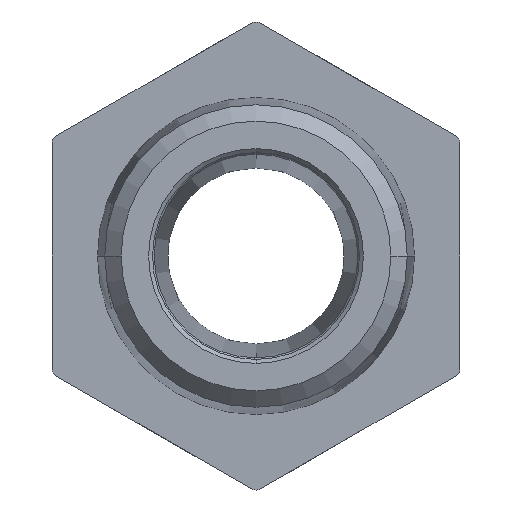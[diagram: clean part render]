
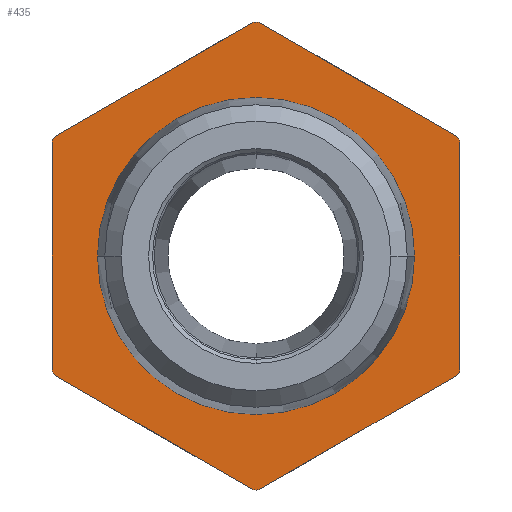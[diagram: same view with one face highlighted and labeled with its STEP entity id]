
A CAD part, front view. The second image highlights one B-rep face of the part: STEP entity #435.
In plain terms, the highlighted planar face has unit normal (0, -1, 0).
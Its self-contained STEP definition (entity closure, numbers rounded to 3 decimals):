
#435=ADVANCED_FACE('',(#943,#944),#945,.F.);
#943=FACE_OUTER_BOUND('',#2112,.T.);
#944=FACE_BOUND('',#2113,.T.);
#945=PLANE('',#2114);
#2112=EDGE_LOOP('',(#3630,#3631,#3632,#3633,#3634,#3635,#3636,#3637,#3638,#3639,#3640,#3641));
#2113=EDGE_LOOP('',(#3642,#3643));
#2114=AXIS2_PLACEMENT_3D('',#3644,#3645,#3646);
#3630=ORIENTED_EDGE('',*,*,#4200,.T.);
#3631=ORIENTED_EDGE('',*,*,#4394,.F.);
#3632=ORIENTED_EDGE('',*,*,#4422,.T.);
#3633=ORIENTED_EDGE('',*,*,#4614,.F.);
#3634=ORIENTED_EDGE('',*,*,#4713,.T.);
#3635=ORIENTED_EDGE('',*,*,#4714,.F.);
#3636=ORIENTED_EDGE('',*,*,#4715,.T.);
#3637=ORIENTED_EDGE('',*,*,#4286,.F.);
#3638=ORIENTED_EDGE('',*,*,#4716,.T.);
#3639=ORIENTED_EDGE('',*,*,#4462,.F.);
#3640=ORIENTED_EDGE('',*,*,#4605,.T.);
#3641=ORIENTED_EDGE('',*,*,#4273,.F.);
#3642=ORIENTED_EDGE('',*,*,#4707,.F.);
#3643=ORIENTED_EDGE('',*,*,#4484,.F.);
#3644=CARTESIAN_POINT('',(0.0,0.0,0.0));
#3645=DIRECTION('',(0.0,1.0,0.0));
#3646=DIRECTION('',(1.0,0.0,-0.0));
#4200=EDGE_CURVE('',#4901,#4899,#4902,.T.);
#4273=EDGE_CURVE('',#4901,#5027,#5028,.T.);
#4286=EDGE_CURVE('',#5048,#5050,#5051,.T.);
#4394=EDGE_CURVE('',#5235,#4899,#5237,.T.);
#4422=EDGE_CURVE('',#5235,#5277,#5279,.T.);
#4462=EDGE_CURVE('',#5337,#5339,#5340,.T.);
#4484=EDGE_CURVE('',#5370,#5372,#5373,.T.);
#4605=EDGE_CURVE('',#5337,#5027,#5552,.T.);
#4614=EDGE_CURVE('',#5563,#5277,#5565,.T.);
#4707=EDGE_CURVE('',#5372,#5370,#5685,.T.);
#4713=EDGE_CURVE('',#5563,#5693,#5694,.T.);
#4714=EDGE_CURVE('',#5695,#5693,#5696,.T.);
#4715=EDGE_CURVE('',#5695,#5050,#5697,.T.);
#4716=EDGE_CURVE('',#5048,#5339,#5698,.T.);
#4899=VERTEX_POINT('',#5917);
#4901=VERTEX_POINT('',#5920);
#4902=CIRCLE('',#5921,0.5);
#5027=VERTEX_POINT('',#6210);
#5028=LINE('',#6211,#6212);
#5048=VERTEX_POINT('',#6249);
#5050=VERTEX_POINT('',#6252);
#5051=LINE('',#6253,#6254);
#5235=VERTEX_POINT('',#6627);
#5237=LINE('',#6630,#6631);
#5277=VERTEX_POINT('',#6694);
#5279=CIRCLE('',#6697,0.5);
#5337=VERTEX_POINT('',#6822);
#5339=VERTEX_POINT('',#6825);
#5340=LINE('',#6826,#6827);
#5370=VERTEX_POINT('',#6872);
#5372=VERTEX_POINT('',#6875);
#5373=CIRCLE('',#6876,8.553);
#5552=CIRCLE('',#7224,0.5);
#5563=VERTEX_POINT('',#7285);
#5565=LINE('',#7288,#7289);
#5685=CIRCLE('',#7521,8.553);
#5693=VERTEX_POINT('',#7532);
#5694=CIRCLE('',#7533,0.5);
#5695=VERTEX_POINT('',#7534);
#5696=LINE('',#7535,#7536);
#5697=CIRCLE('',#7537,0.5);
#5698=CIRCLE('',#7538,0.5);
#5917=CARTESIAN_POINT('',(11.0,0.0,-6.062));
#5920=CARTESIAN_POINT('',(10.75,0.0,-6.495));
#5921=AXIS2_PLACEMENT_3D('',#7841,#7842,#7843);
#6210=CARTESIAN_POINT('',(0.25,0.0,-12.557));
#6211=CARTESIAN_POINT('',(10.75,0.0,-6.495));
#6212=VECTOR('',#7954,12.124);
#6249=CARTESIAN_POINT('',(-11.0,0.0,-6.062));
#6252=CARTESIAN_POINT('',(-11.0,0.0,6.062));
#6253=CARTESIAN_POINT('',(-11.0,0.0,-6.062));
#6254=VECTOR('',#7961,12.124);
#6627=CARTESIAN_POINT('',(11.0,0.0,6.062));
#6630=CARTESIAN_POINT('',(11.0,0.0,6.062));
#6631=VECTOR('',#8095,12.124);
#6694=CARTESIAN_POINT('',(10.75,0.0,6.495));
#6697=AXIS2_PLACEMENT_3D('',#8120,#8121,#8122);
#6822=CARTESIAN_POINT('',(-0.25,0.0,-12.557));
#6825=CARTESIAN_POINT('',(-10.75,0.0,-6.495));
#6826=CARTESIAN_POINT('',(-0.25,0.0,-12.557));
#6827=VECTOR('',#8167,12.124);
#6872=CARTESIAN_POINT('',(8.553,0.,0.));
#6875=CARTESIAN_POINT('',(-8.553,0.0,0.0));
#6876=AXIS2_PLACEMENT_3D('',#8187,#8188,#8189);
#7224=AXIS2_PLACEMENT_3D('',#8338,#8339,#8340);
#7285=CARTESIAN_POINT('',(0.25,0.0,12.557));
#7288=CARTESIAN_POINT('',(0.25,0.0,12.557));
#7289=VECTOR('',#8350,12.124);
#7521=AXIS2_PLACEMENT_3D('',#8450,#8451,#8452);
#7532=CARTESIAN_POINT('',(-0.25,0.0,12.557));
#7533=AXIS2_PLACEMENT_3D('',#8456,#8457,#8458);
#7534=CARTESIAN_POINT('',(-10.75,0.0,6.495));
#7535=CARTESIAN_POINT('',(-10.75,0.0,6.495));
#7536=VECTOR('',#8459,12.124);
#7537=AXIS2_PLACEMENT_3D('',#8460,#8461,#8462);
#7538=AXIS2_PLACEMENT_3D('',#8463,#8464,#8465);
#7841=CARTESIAN_POINT('',(10.5,0.0,-6.062));
#7842=DIRECTION('',(0.0,-1.0,0.0));
#7843=DIRECTION('',(0.5,0.0,-0.866));
#7954=DIRECTION('',(-0.866,0.0,-0.5));
#7961=DIRECTION('',(0.0,0.0,1.0));
#8095=DIRECTION('',(0.0,0.0,-1.0));
#8120=CARTESIAN_POINT('',(10.5,0.0,6.062));
#8121=DIRECTION('',(0.0,-1.0,0.0));
#8122=DIRECTION('',(1.0,0.0,0.0));
#8167=DIRECTION('',(-0.866,0.0,0.5));
#8187=CARTESIAN_POINT('',(0.0,0.,0.0));
#8188=DIRECTION('',(0.0,-1.0,0.0));
#8189=DIRECTION('',(1.0,0.0,0.0));
#8338=CARTESIAN_POINT('',(0.0,0.0,-12.124));
#8339=DIRECTION('',(0.0,-1.0,-0.0));
#8340=DIRECTION('',(-0.5,0.0,-0.866));
#8350=DIRECTION('',(0.866,0.0,-0.5));
#8450=CARTESIAN_POINT('',(0.0,0.,0.0));
#8451=DIRECTION('',(0.0,-1.0,0.0));
#8452=DIRECTION('',(1.0,0.0,0.0));
#8456=CARTESIAN_POINT('',(0.0,0.0,12.124));
#8457=DIRECTION('',(0.0,-1.0,0.0));
#8458=DIRECTION('',(0.5,0.0,0.866));
#8459=DIRECTION('',(0.866,0.0,0.5));
#8460=CARTESIAN_POINT('',(-10.5,0.0,6.062));
#8461=DIRECTION('',(0.0,-1.0,0.0));
#8462=DIRECTION('',(-0.5,0.0,0.866));
#8463=CARTESIAN_POINT('',(-10.5,0.0,-6.062));
#8464=DIRECTION('',(0.0,-1.0,0.0));
#8465=DIRECTION('',(-1.0,0.0,0.0));
